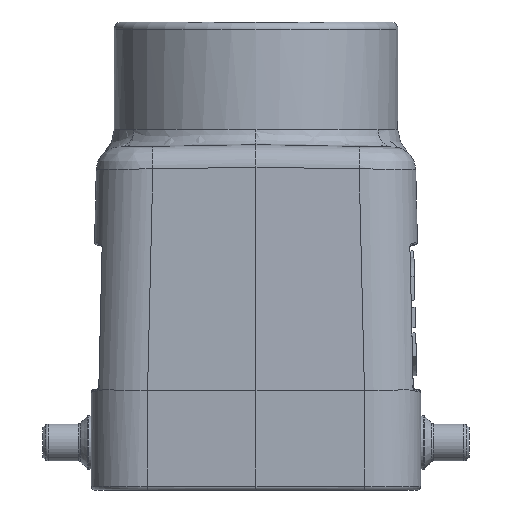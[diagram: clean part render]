
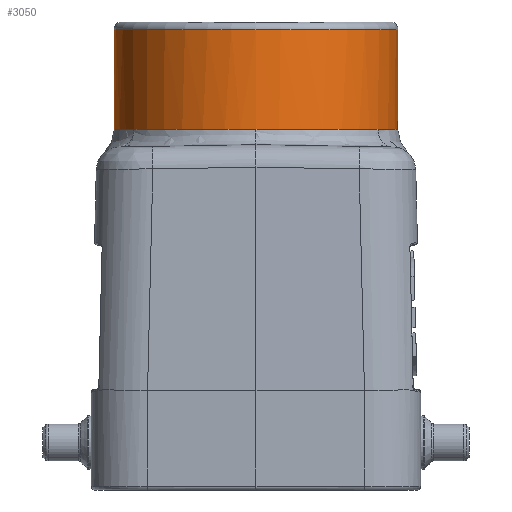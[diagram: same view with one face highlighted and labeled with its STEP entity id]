
A CAD part, left-side view. The second image highlights one B-rep face of the part: STEP entity #3050.
In plain terms, the highlighted cylindrical face has radius 18.5 mm (diameter 37 mm), a full revolution.
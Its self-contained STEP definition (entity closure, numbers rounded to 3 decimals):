
#2598=CYLINDRICAL_SURFACE('',#12957,18.5);
#2799=FACE_BOUND('',#4022,.T.);
#2800=FACE_BOUND('',#4023,.T.);
#3050=ADVANCED_FACE('',(#2799,#2800),#2598,.T.);
#4022=EDGE_LOOP('',(#4732));
#4023=EDGE_LOOP('',(#4733,#4734,#4735,#4736,#4737,#4738));
#4732=ORIENTED_EDGE('',*,*,#7256,.T.);
#4733=ORIENTED_EDGE('',*,*,#7251,.T.);
#4734=ORIENTED_EDGE('',*,*,#7248,.T.);
#4735=ORIENTED_EDGE('',*,*,#7245,.T.);
#4736=ORIENTED_EDGE('',*,*,#7242,.T.);
#4737=ORIENTED_EDGE('',*,*,#7239,.T.);
#4738=ORIENTED_EDGE('',*,*,#7254,.T.);
#6609=VERTEX_POINT('',#18313);
#6611=VERTEX_POINT('',#18321);
#6613=VERTEX_POINT('',#18402);
#6615=VERTEX_POINT('',#18441);
#6617=VERTEX_POINT('',#18480);
#6619=VERTEX_POINT('',#18561);
#6621=VERTEX_POINT('',#18627);
#7239=EDGE_CURVE('',#6611,#6609,#8427,.T.);
#7242=EDGE_CURVE('',#6613,#6611,#8429,.T.);
#7245=EDGE_CURVE('',#6615,#6613,#8431,.T.);
#7248=EDGE_CURVE('',#6617,#6615,#8433,.T.);
#7251=EDGE_CURVE('',#6619,#6617,#8435,.T.);
#7254=EDGE_CURVE('',#6609,#6619,#8437,.T.);
#7256=EDGE_CURVE('',#6621,#6621,#8573,.T.);
#8427=B_SPLINE_CURVE_WITH_KNOTS('',3,(#18315,#18316,#18317,#18318,#18319,
#18320),.UNSPECIFIED.,.F.,.F.,(4,2,4),(0.,0.5,1.),.UNSPECIFIED.);
#8429=B_SPLINE_CURVE_WITH_KNOTS('',3,(#18396,#18397,#18398,#18399,#18400,
#18401),.UNSPECIFIED.,.F.,.F.,(4,2,4),(0.,0.5,1.),.UNSPECIFIED.);
#8431=B_SPLINE_CURVE_WITH_KNOTS('',3,(#18435,#18436,#18437,#18438,#18439,
#18440),.UNSPECIFIED.,.F.,.F.,(4,2,4),(0.,0.5,1.),.UNSPECIFIED.);
#8433=B_SPLINE_CURVE_WITH_KNOTS('',3,(#18474,#18475,#18476,#18477,#18478,
#18479),.UNSPECIFIED.,.F.,.F.,(4,2,4),(0.,0.5,1.),.UNSPECIFIED.);
#8435=B_SPLINE_CURVE_WITH_KNOTS('',3,(#18555,#18556,#18557,#18558,#18559,
#18560),.UNSPECIFIED.,.F.,.F.,(4,2,4),(0.,0.5,1.),.UNSPECIFIED.);
#8437=B_SPLINE_CURVE_WITH_KNOTS('',3,(#18592,#18593,#18594,#18595,#18596,
#18597),.UNSPECIFIED.,.F.,.F.,(4,2,4),(0.,0.5,1.),.UNSPECIFIED.);
#8573=CIRCLE('',#12956,18.5);
#12956=AXIS2_PLACEMENT_3D('',#18626,#13900,#13901);
#12957=AXIS2_PLACEMENT_3D('',#18628,#13902,#13903);
#13900=DIRECTION('',(0.,0.,-1.));
#13901=DIRECTION('',(-1.,0.,0.));
#13902=DIRECTION('',(0.,0.,1.));
#13903=DIRECTION('',(1.,0.,0.));
#18313=CARTESIAN_POINT('',(9.436,-15.913,37.85));
#18315=CARTESIAN_POINT('',(-9.436,-15.913,37.85));
#18316=CARTESIAN_POINT('',(-6.597,-17.596,37.85));
#18317=CARTESIAN_POINT('',(-3.301,-18.5,37.85));
#18318=CARTESIAN_POINT('',(3.301,-18.5,37.85));
#18319=CARTESIAN_POINT('',(6.597,-17.596,37.85));
#18320=CARTESIAN_POINT('',(9.436,-15.913,37.85));
#18321=CARTESIAN_POINT('',(-9.436,-15.913,37.85));
#18396=CARTESIAN_POINT('',(-18.5,0.,37.85));
#18397=CARTESIAN_POINT('',(-18.5,-3.193,37.85));
#18398=CARTESIAN_POINT('',(-17.655,-6.382,37.85));
#18399=CARTESIAN_POINT('',(-14.495,-11.931,37.85));
#18400=CARTESIAN_POINT('',(-12.182,-14.284,37.85));
#18401=CARTESIAN_POINT('',(-9.436,-15.913,37.85));
#18402=CARTESIAN_POINT('',(-18.5,0.,37.85));
#18435=CARTESIAN_POINT('',(-9.436,15.912,37.85));
#18436=CARTESIAN_POINT('',(-12.183,14.284,37.85));
#18437=CARTESIAN_POINT('',(-14.495,11.931,37.85));
#18438=CARTESIAN_POINT('',(-17.655,6.382,37.85));
#18439=CARTESIAN_POINT('',(-18.5,3.193,37.85));
#18440=CARTESIAN_POINT('',(-18.5,0.,37.85));
#18441=CARTESIAN_POINT('',(-9.436,15.912,37.85));
#18474=CARTESIAN_POINT('',(9.436,15.913,37.85));
#18475=CARTESIAN_POINT('',(6.597,17.596,37.85));
#18476=CARTESIAN_POINT('',(3.301,18.5,37.85));
#18477=CARTESIAN_POINT('',(-3.301,18.5,37.85));
#18478=CARTESIAN_POINT('',(-6.597,17.596,37.85));
#18479=CARTESIAN_POINT('',(-9.436,15.912,37.85));
#18480=CARTESIAN_POINT('',(9.436,15.913,37.85));
#18555=CARTESIAN_POINT('',(18.5,0.,37.85));
#18556=CARTESIAN_POINT('',(18.5,3.193,37.85));
#18557=CARTESIAN_POINT('',(17.655,6.382,37.85));
#18558=CARTESIAN_POINT('',(14.495,11.931,37.85));
#18559=CARTESIAN_POINT('',(12.182,14.284,37.85));
#18560=CARTESIAN_POINT('',(9.436,15.913,37.85));
#18561=CARTESIAN_POINT('',(18.5,0.,37.85));
#18592=CARTESIAN_POINT('',(9.436,-15.913,37.85));
#18593=CARTESIAN_POINT('',(12.183,-14.284,37.85));
#18594=CARTESIAN_POINT('',(14.495,-11.931,37.85));
#18595=CARTESIAN_POINT('',(17.655,-6.382,37.85));
#18596=CARTESIAN_POINT('',(18.5,-3.193,37.85));
#18597=CARTESIAN_POINT('',(18.5,0.,37.85));
#18626=CARTESIAN_POINT('',(0.,0.,50.85));
#18627=CARTESIAN_POINT('',(-18.5,0.,50.85));
#18628=CARTESIAN_POINT('',(0.,0.,35.35));
